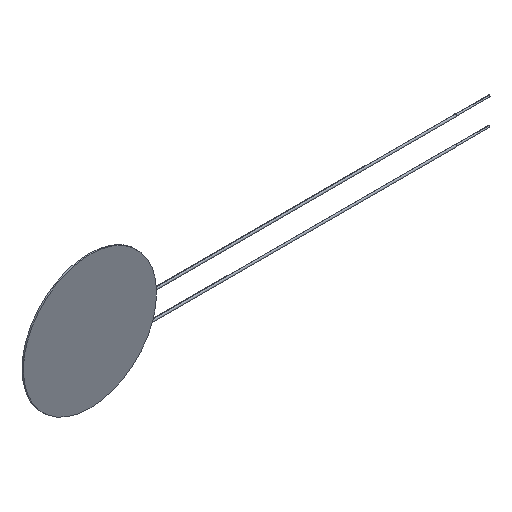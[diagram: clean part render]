
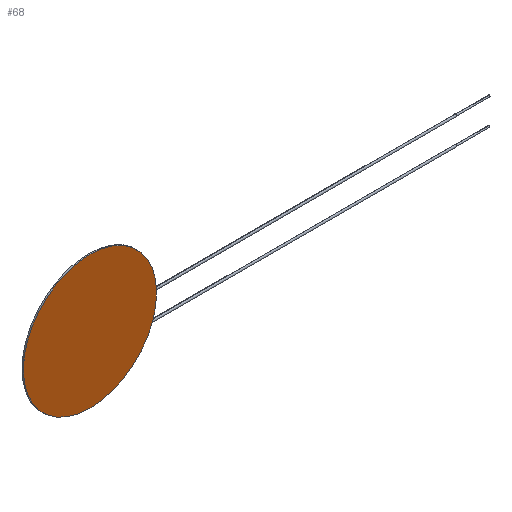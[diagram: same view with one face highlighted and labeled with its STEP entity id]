
A CAD part, isometric view. The second image highlights one B-rep face of the part: STEP entity #68.
In plain terms, the highlighted planar face has unit normal (0, -1, 0).
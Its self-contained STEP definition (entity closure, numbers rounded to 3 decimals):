
#68 = ADVANCED_FACE ( 'NONE', ( #721 ), #1484, .F. ) ;
#77 = DIRECTION ( 'NONE',  ( 0., 1., 0. ) ) ;
#149 = ORIENTED_EDGE ( 'NONE', *, *, #476, .F. ) ;
#167 = CARTESIAN_POINT ( 'NONE',  ( 10., 0., 0. ) ) ;
#239 = ORIENTED_EDGE ( 'NONE', *, *, #1547, .F. ) ;
#262 = DIRECTION ( 'NONE',  ( 0., 1., 0. ) ) ;
#281 = CIRCLE ( 'NONE', #311, 10. ) ;
#304 = CARTESIAN_POINT ( 'NONE',  ( -10., 0., 0. ) ) ;
#311 = AXIS2_PLACEMENT_3D ( 'NONE', #1551, #77, #1532 ) ;
#434 = CIRCLE ( 'NONE', #743, 10. ) ;
#476 = EDGE_CURVE ( 'NONE', #632, #1434, #434, .T. ) ;
#552 = EDGE_LOOP ( 'NONE', ( #239, #149 ) ) ;
#632 = VERTEX_POINT ( 'NONE', #304 ) ;
#721 = FACE_OUTER_BOUND ( 'NONE', #552, .T. ) ;
#743 = AXIS2_PLACEMENT_3D ( 'NONE', #1120, #262, #1290 ) ;
#968 = DIRECTION ( 'NONE',  ( 1., 0., 0. ) ) ;
#1064 = AXIS2_PLACEMENT_3D ( 'NONE', #1590, #1117, #968 ) ;
#1117 = DIRECTION ( 'NONE',  ( 0., 1., 0. ) ) ;
#1120 = CARTESIAN_POINT ( 'NONE',  ( 0., 0., 0. ) ) ;
#1290 = DIRECTION ( 'NONE',  ( 1., 0., 0. ) ) ;
#1434 = VERTEX_POINT ( 'NONE', #167 ) ;
#1484 = PLANE ( 'NONE',  #1064 ) ;
#1532 = DIRECTION ( 'NONE',  ( 1., 0., 0. ) ) ;
#1547 = EDGE_CURVE ( 'NONE', #1434, #632, #281, .T. ) ;
#1551 = CARTESIAN_POINT ( 'NONE',  ( 0., 0., 0. ) ) ;
#1590 = CARTESIAN_POINT ( 'NONE',  ( 0., 0., 0. ) ) ;
